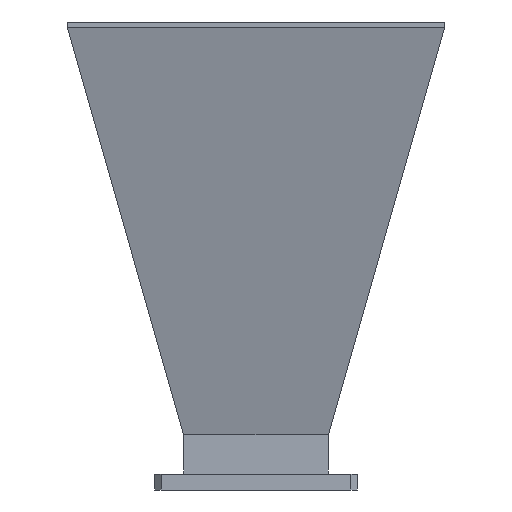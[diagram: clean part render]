
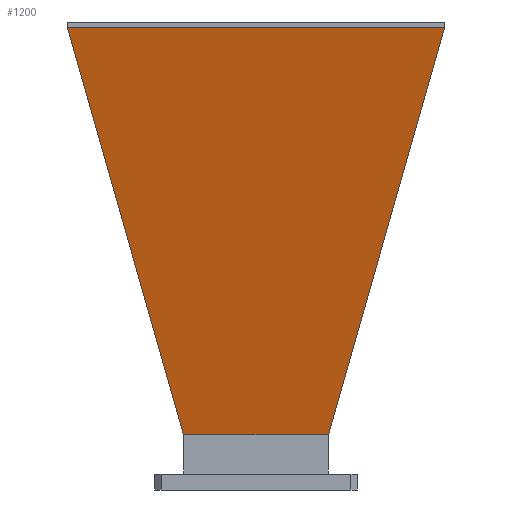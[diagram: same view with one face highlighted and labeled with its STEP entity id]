
A CAD part, left-side view. The second image highlights one B-rep face of the part: STEP entity #1200.
In plain terms, the highlighted planar face has unit normal (-0.972, 0, -0.235).
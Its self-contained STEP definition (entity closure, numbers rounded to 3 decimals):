
#48 = CARTESIAN_POINT ( 'NONE',  ( -108.576, 0., 373.522 ) ) ;
#54 = VERTEX_POINT ( 'NONE', #1785 ) ;
#88 = AXIS2_PLACEMENT_3D ( 'NONE', #394, #1682, #294 ) ;
#149 = VECTOR ( 'NONE', #631, 1000. ) ;
#174 = CARTESIAN_POINT ( 'NONE',  ( -108.576, -149.933, 373.522 ) ) ;
#185 = CARTESIAN_POINT ( 'NONE',  ( -108.576, -149.933, 373.522 ) ) ;
#194 = LINE ( 'NONE', #227, #670 ) ;
#208 = LINE ( 'NONE', #48, #1377 ) ;
#209 = ORIENTED_EDGE ( 'NONE', *, *, #1398, .F. ) ;
#227 = CARTESIAN_POINT ( 'NONE',  ( -30.305, 0., 49.643 ) ) ;
#294 = DIRECTION ( 'NONE',  ( -0.235, 0., 0.972 ) ) ;
#300 = VERTEX_POINT ( 'NONE', #174 ) ;
#318 = EDGE_CURVE ( 'NONE', #1283, #54, #739, .T. ) ;
#362 = VERTEX_POINT ( 'NONE', #1803 ) ;
#380 = VECTOR ( 'NONE', #862, 1000. ) ;
#394 = CARTESIAN_POINT ( 'NONE',  ( -69.813, 0., 213.125 ) ) ;
#586 = CARTESIAN_POINT ( 'NONE',  ( -30.305, 57.628, 49.643 ) ) ;
#631 = DIRECTION ( 'NONE',  ( 0.226, 0.267, -0.937 ) ) ;
#648 = EDGE_CURVE ( 'NONE', #1283, #362, #194, .T. ) ;
#670 = VECTOR ( 'NONE', #1113, 1000. ) ;
#737 = CARTESIAN_POINT ( 'NONE',  ( -30.305, 57.628, 49.643 ) ) ;
#739 = LINE ( 'NONE', #586, #380 ) ;
#847 = ORIENTED_EDGE ( 'NONE', *, *, #318, .F. ) ;
#862 = DIRECTION ( 'NONE',  ( -0.226, 0.267, 0.937 ) ) ;
#966 = DIRECTION ( 'NONE',  ( 0., 1., 0. ) ) ;
#1029 = EDGE_CURVE ( 'NONE', #300, #54, #208, .T. ) ;
#1113 = DIRECTION ( 'NONE',  ( 0., -1., 0. ) ) ;
#1200 = ADVANCED_FACE ( 'NONE', ( #1443 ), #1753, .T. ) ;
#1283 = VERTEX_POINT ( 'NONE', #737 ) ;
#1377 = VECTOR ( 'NONE', #966, 1000. ) ;
#1398 = EDGE_CURVE ( 'NONE', #300, #362, #1543, .T. ) ;
#1443 = FACE_OUTER_BOUND ( 'NONE', #1708, .T. ) ;
#1543 = LINE ( 'NONE', #185, #149 ) ;
#1682 = DIRECTION ( 'NONE',  ( -0.972, 0., -0.235 ) ) ;
#1708 = EDGE_LOOP ( 'NONE', ( #1865, #209, #1814, #847 ) ) ;
#1753 = PLANE ( 'NONE',  #88 ) ;
#1785 = CARTESIAN_POINT ( 'NONE',  ( -108.576, 149.933, 373.522 ) ) ;
#1803 = CARTESIAN_POINT ( 'NONE',  ( -30.305, -57.628, 49.643 ) ) ;
#1814 = ORIENTED_EDGE ( 'NONE', *, *, #1029, .T. ) ;
#1865 = ORIENTED_EDGE ( 'NONE', *, *, #648, .T. ) ;
